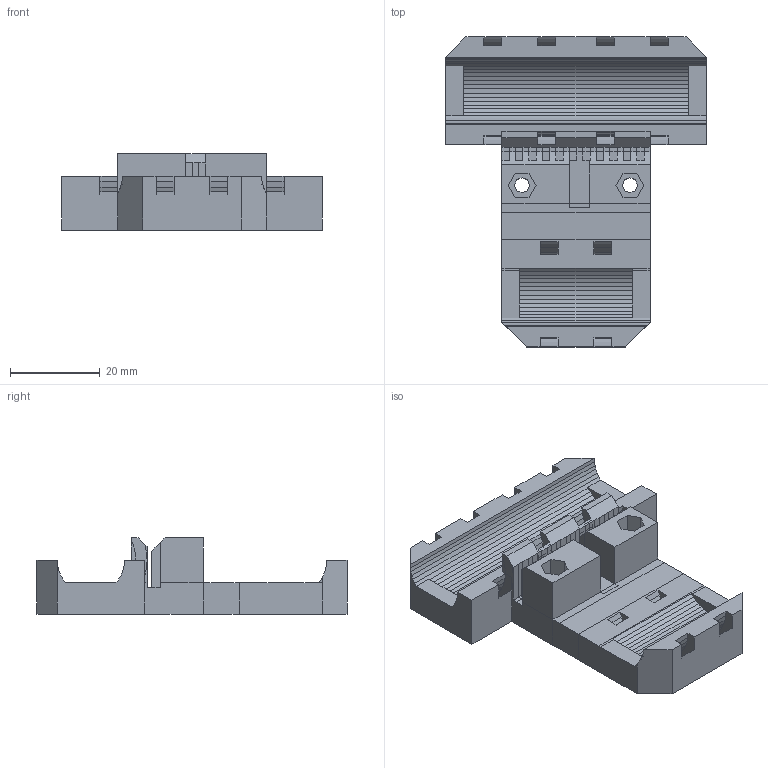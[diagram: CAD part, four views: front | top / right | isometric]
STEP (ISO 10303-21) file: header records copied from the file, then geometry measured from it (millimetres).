
FILE_DESCRIPTION(('FreeCAD Model'),'2;1');
FILE_NAME('x-carriage.step', '2015-04-25T16:36:11',('Author'),(''), 'Open CASCADE STEP processor 6.8','FreeCAD','Unknown');
FILE_SCHEMA(('AUTOMOTIVE_DESIGN_CC2 { 1 2 10303 214 -1 1 5 4 }'));
Length unit declared in the file: millimetre
Products named in the file (1): difference005
Bounding box: 58 x 69 x 17 mm (x, y, z)
Volume: 22792.6 mm3; surface area: 13013.1 mm2
Topology: 1 solids, 1 shells, 524 faces, 1528 edges, 988 vertices
Faces by surface type: plane 524
Entity records: 35465 total; most frequent: CARTESIAN_POINT 7421, DIRECTION 4310, LINE 3260, VECTOR 3260, ORIENTED_EDGE 3064, PCURVE 3056, DEFINITIONAL_REPRESENTATION 3056, EDGE_CURVE 1528
